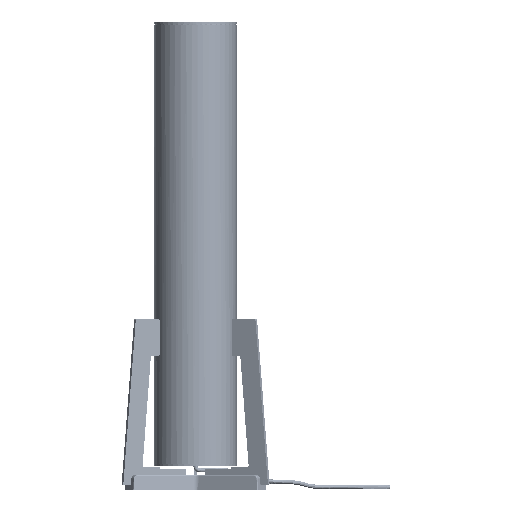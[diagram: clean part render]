
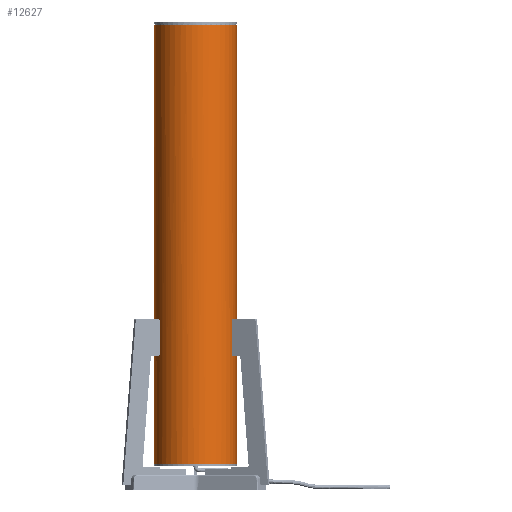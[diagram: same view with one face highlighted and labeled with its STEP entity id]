
A CAD part, front view. The second image highlights one B-rep face of the part: STEP entity #12627.
In plain terms, the highlighted cylindrical face has radius 50 mm (diameter 100 mm), a partial arc.
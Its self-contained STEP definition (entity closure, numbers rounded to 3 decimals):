
#2024=CYLINDRICAL_SURFACE('',#37514,50.);
#2364=(
BOUNDED_CURVE()
B_SPLINE_CURVE(2,(#47092,#47093,#47094,#47095,#47096),.UNSPECIFIED.,.F.,
 .F.)
B_SPLINE_CURVE_WITH_KNOTS((3,2,3),(0.,100.,200.),.UNSPECIFIED.)
CURVE()
GEOMETRIC_REPRESENTATION_ITEM()
RATIONAL_B_SPLINE_CURVE((1.,0.707,1.,0.707,1.))
REPRESENTATION_ITEM('')
);
#2365=(
BOUNDED_CURVE()
B_SPLINE_CURVE(2,(#47099,#47100,#47101,#47102,#47103),.UNSPECIFIED.,.F.,
 .F.)
B_SPLINE_CURVE_WITH_KNOTS((3,2,3),(0.,100.,200.),
 .UNSPECIFIED.)
CURVE()
GEOMETRIC_REPRESENTATION_ITEM()
RATIONAL_B_SPLINE_CURVE((1.,0.707,1.,0.707,1.))
REPRESENTATION_ITEM('')
);
#12627=ADVANCED_FACE('',(#13698),#2024,.T.);
#13698=FACE_OUTER_BOUND('',#14771,.T.);
#14771=EDGE_LOOP('',(#15910,#15911,#15912,#15913));
#15910=ORIENTED_EDGE('',*,*,#21989,.T.);
#15911=ORIENTED_EDGE('',*,*,#21990,.T.);
#15912=ORIENTED_EDGE('',*,*,#21991,.T.);
#15913=ORIENTED_EDGE('',*,*,#21992,.T.);
#21989=EDGE_CURVE('',#31298,#31299,#27556,.T.);
#21990=EDGE_CURVE('',#31299,#31300,#2364,.T.);
#21991=EDGE_CURVE('',#31300,#31301,#27557,.T.);
#21992=EDGE_CURVE('',#31301,#31298,#2365,.T.);
#27556=B_SPLINE_CURVE_WITH_KNOTS('',1,(#47090,#47091),.UNSPECIFIED.,.F.,
 .F.,(2,2),(0.,533.),.UNSPECIFIED.);
#27557=B_SPLINE_CURVE_WITH_KNOTS('',1,(#47097,#47098),.UNSPECIFIED.,.F.,
 .F.,(2,2),(0.,533.),.UNSPECIFIED.);
#31298=VERTEX_POINT('',#47086);
#31299=VERTEX_POINT('',#47087);
#31300=VERTEX_POINT('',#47088);
#31301=VERTEX_POINT('',#47089);
#37514=AXIS2_PLACEMENT_3D('',#47085,#37766,$);
#37766=DIRECTION('',(0.,1.,0.));
#47085=CARTESIAN_POINT('',(0.,251.5,0.));
#47086=CARTESIAN_POINT('',(-50.,-15.,0.));
#47087=CARTESIAN_POINT('',(-50.,518.,0.));
#47088=CARTESIAN_POINT('',(50.,518.,0.));
#47089=CARTESIAN_POINT('',(50.,-15.,0.));
#47090=CARTESIAN_POINT('',(-50.,-15.,0.));
#47091=CARTESIAN_POINT('',(-50.,518.,0.));
#47092=CARTESIAN_POINT('',(-50.,518.,0.));
#47093=CARTESIAN_POINT('',(-50.,518.,-50.));
#47094=CARTESIAN_POINT('',(0.,518.,-50.));
#47095=CARTESIAN_POINT('',(50.,518.,-50.));
#47096=CARTESIAN_POINT('',(50.,518.,0.));
#47097=CARTESIAN_POINT('',(50.,518.,0.));
#47098=CARTESIAN_POINT('',(50.,-15.,0.));
#47099=CARTESIAN_POINT('',(50.,-15.,0.));
#47100=CARTESIAN_POINT('',(50.,-15.,-50.));
#47101=CARTESIAN_POINT('',(0.,-15.,-50.));
#47102=CARTESIAN_POINT('',(-50.,-15.,-50.));
#47103=CARTESIAN_POINT('',(-50.,-15.,0.));
